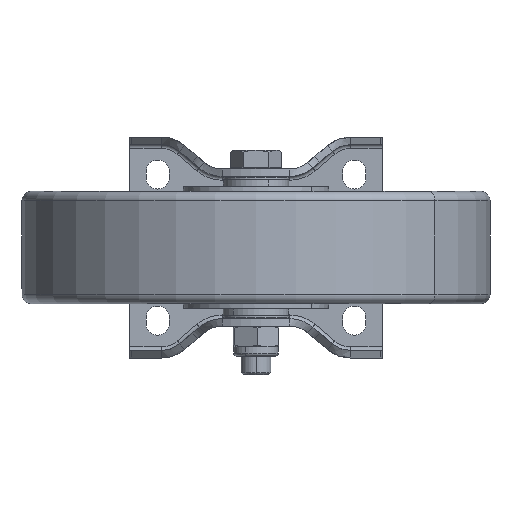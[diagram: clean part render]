
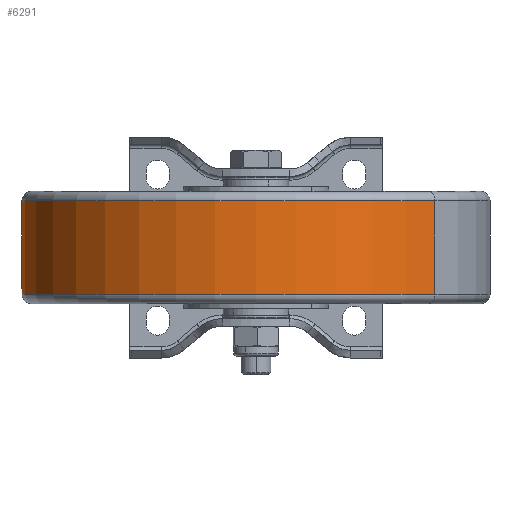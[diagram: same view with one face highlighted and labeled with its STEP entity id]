
A CAD part, front view. The second image highlights one B-rep face of the part: STEP entity #6291.
In plain terms, the highlighted cylindrical face has radius 125 mm (diameter 250 mm), a partial arc.
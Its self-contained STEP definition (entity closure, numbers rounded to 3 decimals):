
#552 = AXIS2_PLACEMENT_3D ( 'NONE', #13631, #24859, #5651 ) ;
#1427 = ORIENTED_EDGE ( 'NONE', *, *, #6277, .T. ) ;
#3141 = ORIENTED_EDGE ( 'NONE', *, *, #12668, .T. ) ;
#3347 = VECTOR ( 'NONE', #4906, 1000. ) ;
#3859 = LINE ( 'NONE', #27160, #23957 ) ;
#4906 = DIRECTION ( 'NONE',  ( 0., 0., -1. ) ) ;
#5651 = DIRECTION ( 'NONE',  ( -0.765, 0.644, 0. ) ) ;
#5952 = CARTESIAN_POINT ( 'NONE',  ( -95.598, -94.464, -25. ) ) ;
#6277 = EDGE_CURVE ( 'NONE', #33247, #13207, #11906, .T. ) ;
#6291 = ADVANCED_FACE ( 'NONE', ( #6378 ), #12755, .T. ) ;
#6378 = FACE_OUTER_BOUND ( 'NONE', #6534, .T. ) ;
#6534 = EDGE_LOOP ( 'NONE', ( #12372, #3141, #18343, #1427 ) ) ;
#6537 = EDGE_CURVE ( 'NONE', #32536, #13207, #11437, .T. ) ;
#6923 = CARTESIAN_POINT ( 'NONE',  ( -95.598, -94.464, 25. ) ) ;
#7754 = AXIS2_PLACEMENT_3D ( 'NONE', #9960, #29165, #29041 ) ;
#9039 = CARTESIAN_POINT ( 'NONE',  ( 95.598, -255.536, 25. ) ) ;
#9960 = CARTESIAN_POINT ( 'NONE',  ( 0., -175., 25. ) ) ;
#11116 = DIRECTION ( 'NONE',  ( 0., 0., -1. ) ) ;
#11437 = LINE ( 'NONE', #15849, #3347 ) ;
#11906 = CIRCLE ( 'NONE', #552, 125. ) ;
#12372 = ORIENTED_EDGE ( 'NONE', *, *, #6537, .F. ) ;
#12668 = EDGE_CURVE ( 'NONE', #32536, #29190, #28560, .T. ) ;
#12755 = CYLINDRICAL_SURFACE ( 'NONE', #23875, 125. ) ;
#13207 = VERTEX_POINT ( 'NONE', #30946 ) ;
#13631 = CARTESIAN_POINT ( 'NONE',  ( 0., -175., -25. ) ) ;
#15849 = CARTESIAN_POINT ( 'NONE',  ( 95.598, -255.536, 0. ) ) ;
#18343 = ORIENTED_EDGE ( 'NONE', *, *, #30542, .T. ) ;
#23875 = AXIS2_PLACEMENT_3D ( 'NONE', #27450, #11116, #30161 ) ;
#23957 = VECTOR ( 'NONE', #35112, 1000. ) ;
#24859 = DIRECTION ( 'NONE',  ( 0., 0., 1. ) ) ;
#27160 = CARTESIAN_POINT ( 'NONE',  ( -95.598, -94.464, 0. ) ) ;
#27450 = CARTESIAN_POINT ( 'NONE',  ( 0., -175., 0. ) ) ;
#28560 = CIRCLE ( 'NONE', #7754, 125. ) ;
#29041 = DIRECTION ( 'NONE',  ( 0.765, -0.644, 0. ) ) ;
#29165 = DIRECTION ( 'NONE',  ( 0., 0., -1. ) ) ;
#29190 = VERTEX_POINT ( 'NONE', #6923 ) ;
#30161 = DIRECTION ( 'NONE',  ( -0.765, 0.644, 0. ) ) ;
#30542 = EDGE_CURVE ( 'NONE', #29190, #33247, #3859, .T. ) ;
#30946 = CARTESIAN_POINT ( 'NONE',  ( 95.598, -255.536, -25. ) ) ;
#32536 = VERTEX_POINT ( 'NONE', #9039 ) ;
#33247 = VERTEX_POINT ( 'NONE', #5952 ) ;
#35112 = DIRECTION ( 'NONE',  ( 0., 0., -1. ) ) ;
